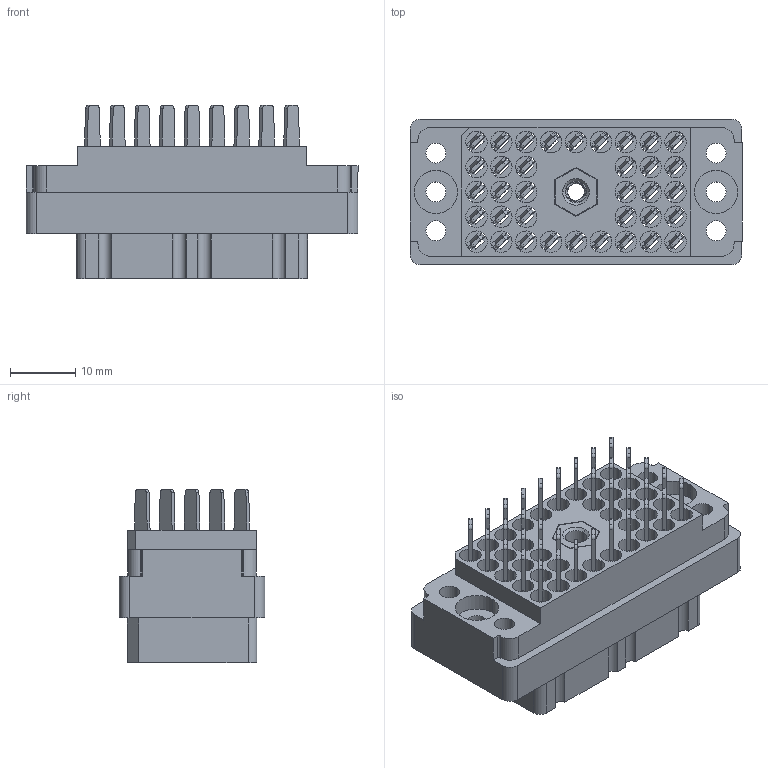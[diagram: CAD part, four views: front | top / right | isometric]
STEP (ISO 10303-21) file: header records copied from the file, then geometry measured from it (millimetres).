
FILE_DESCRIPTION (( 'STEP AP203' ), '1' );
FILE_NAME ('519-036-501-406.STEP', '2020-09-09T20:44:44', ( '' ), ( '' ), 'SwSTEP 2.0', 'SolidWorks 2020', '' );
FILE_SCHEMA (( 'CONFIG_CONTROL_DESIGN' ));
Length unit declared in the file: inch
Products named in the file (4): 516-292-001_501 Contact; 519 Receptacle Insulator_036; 519-036-501-406; 516-252-035-100_516-252-035-100
Assembly tree (38 placements, depth 2):
  519-036-501-406
    519 Receptacle Insulator_036
    516-292-001_501 Contact  x36
    516-252-035-100_516-252-035-100
Bounding box: 50.8 x 22.25 x 26.49 mm (x, y, z)
Volume: 12705.2 mm3; surface area: 21149.8 mm2
Topology: 38 solids, 38 shells, 3492 faces, 10109 edges, 6712 vertices
Faces by surface type: plane 2098, cylinder 1160, bspline 222, cone 12
Entity records: 36296 total; most frequent: CARTESIAN_POINT 8455, ORIENTED_EDGE 5658, DIRECTION 5441, EDGE_CURVE 2829, LINE 2051, VECTOR 2051, VERTEX_POINT 1882, AXIS2_PLACEMENT_3D 1695
